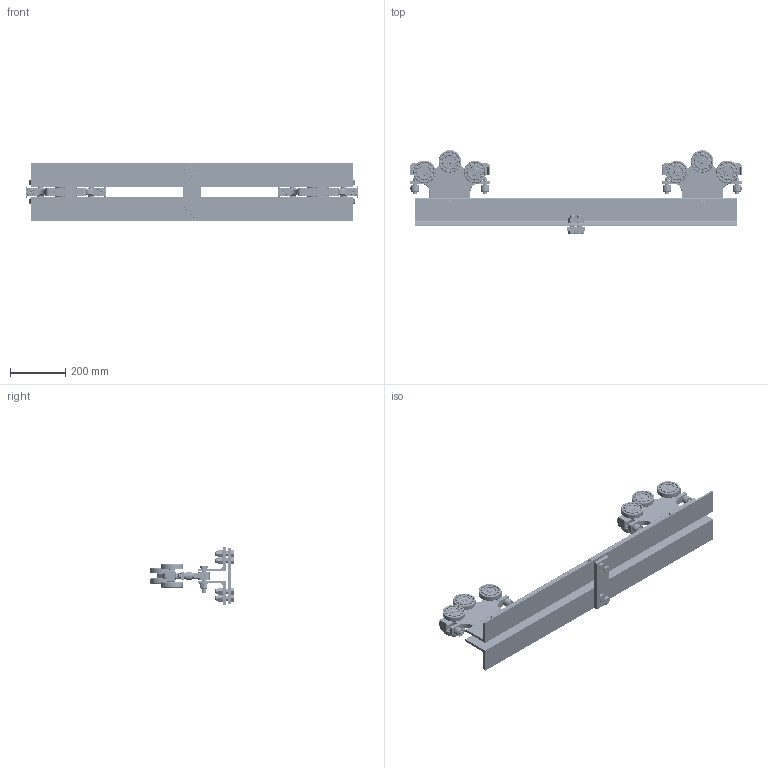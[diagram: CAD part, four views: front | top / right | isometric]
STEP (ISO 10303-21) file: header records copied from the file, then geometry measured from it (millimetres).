
FILE_DESCRIPTION((''),'2;1');
FILE_NAME('22230 ETA-8 RIGID ET W 112C 3 FT. WHEELBASE.stp','2011-03-24T17:07:38',('jholman'),(''),'Autodesk Inventor 2011','Autodesk Inventor 2011','');
FILE_SCHEMA(('AUTOMOTIVE_DESIGN { 1 0 10303 214 1 1 1 1 }'));
Length unit declared in the file: inch
Products named in the file (24): 22230; 3D1169F4B; 3D1159F4D; Heavy Hex Structural Bolt - Inch 5/8-11 UNC - 2.25; Heavy Hex Nut - Inch 5/8 - 11; Type A - Plain Washer (Inch) 5/8 - narrow - Type A; Hex Cap Screw - Inch 5/8-11 UNC - 3.5; 3D11Y3B4A; 20071; 3D11B4B4C; 3D11JDF4B; 3D11I6B4A; 3D11H6B4A; Hex Nut - UNC (Regular Thread - Inch) 3/8 - 16; 57141; 32045; 3D11HDF4B; 3D11IDF4A; 3D11ODF4B; 3D11KDF4A; 3D11MDF4A; 3D11LDF4A; 3D11NDF4A; Unbrako UNC Hex Socket Cap - Inch 3/8 x 2
Assembly tree (55 placements, depth 4):
  22230
    3D1169F4B
    3D1159F4D  x2
    Heavy Hex Structural Bolt - Inch 5/8-11 UNC - 2.25  x4
    Heavy Hex Nut - Inch 5/8 - 11  x4
    Type A - Plain Washer (Inch) 5/8 - narrow - Type A  x6
    Hex Cap Screw - Inch 5/8-11 UNC - 3.5  x2
    3D11Y3B4A  x2
    20071  x2
      3D11B4B4C
      3D11JDF4B
      3D11I6B4A
      3D11H6B4A
      Hex Nut - UNC (Regular Thread - Inch) 3/8 - 16
      57141
      32045
        3D11HDF4B
        3D11IDF4A
      3D11ODF4B
        3D11KDF4A
        3D11MDF4A  x2
        3D11LDF4A
        3D11NDF4A
      Unbrako UNC Hex Socket Cap - Inch 3/8 x 2
Bounding box: 1203.33 x 302.93 x 212.72 mm (x, y, z)
Volume: 6807790.6 mm3; surface area: 1566382.3 mm2
Topology: 95 solids, 99 shells, 12582 faces, 28970 edges, 15900 vertices
Faces by surface type: plane 3346, bspline 3100, torus 2194, cylinder 1802, sphere 1292, cone 848
Full cylindrical faces by diameter (mm): 1.016 x24, 1.321 x12, 7.798 x4, 9.525 x20, 9.754 x4, 12.7 x8, 13.386 x4, 14.3 x4, 15.392 x4, 15.875 x14, 15.977 x8, 16.272 x8, 16.307 x4, 16.662 x6, 16.954 x24, 16.993 x12, 17.463 x6, 17.78 x4, 17.882 x6, 19.05 x22, 21.431 x2, 22.098 x8, 22.174 x8, 22.225 x14, 24.289 x4, 26.594 x24, 26.797 x24, 28.575 x8, 33.325 x6, 34.925 x2
Entity records: 51765 total; most frequent: CARTESIAN_POINT 18174, DIRECTION 6695, ORIENTED_EDGE 6600, EDGE_CURVE 3300, AXIS2_PLACEMENT_3D 2920, VERTEX_POINT 1981, EDGE_LOOP 1885, FACE_OUTER_BOUND 1579
